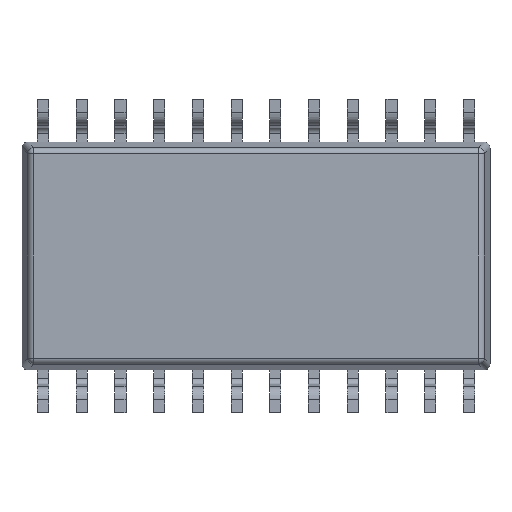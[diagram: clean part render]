
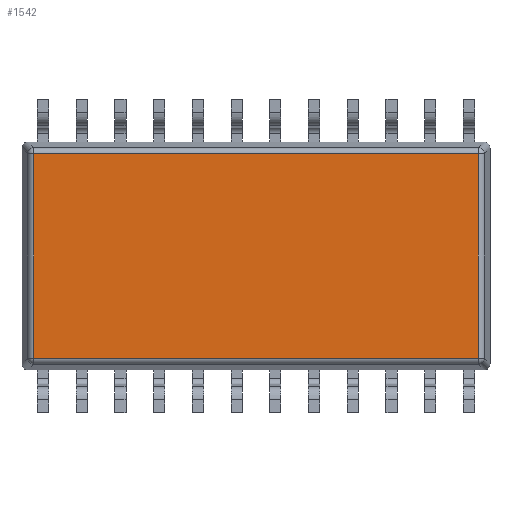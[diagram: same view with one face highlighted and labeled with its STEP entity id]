
A CAD part, front view. The second image highlights one B-rep face of the part: STEP entity #1542.
In plain terms, the highlighted planar face has unit normal (0, -1, 0).
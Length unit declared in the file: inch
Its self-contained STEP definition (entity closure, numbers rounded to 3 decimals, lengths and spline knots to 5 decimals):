
#637=DIRECTION('',(0.,0.,1.));
#638=VECTOR('',#637,0.26382);
#639=CARTESIAN_POINT('',(0.28691,-0.051,-0.13191));
#640=LINE('',#639,#638);
#651=DIRECTION('',(1.,0.,0.));
#652=VECTOR('',#651,0.57382);
#653=CARTESIAN_POINT('',(-0.28691,-0.051,-0.13191));
#654=LINE('',#653,#652);
#703=DIRECTION('',(0.,0.,-1.));
#704=VECTOR('',#703,0.26382);
#705=CARTESIAN_POINT('',(-0.28691,-0.051,0.13191));
#706=LINE('',#705,#704);
#755=DIRECTION('',(-1.,0.,0.));
#756=VECTOR('',#755,0.57382);
#757=CARTESIAN_POINT('',(0.28691,-0.051,0.13191));
#758=LINE('',#757,#756);
#1043=CARTESIAN_POINT('',(0.28691,-0.051,-0.13191));
#1044=CARTESIAN_POINT('',(0.28691,-0.051,0.13191));
#1045=VERTEX_POINT('',#1043);
#1046=VERTEX_POINT('',#1044);
#1063=CARTESIAN_POINT('',(-0.28691,-0.051,-0.13191));
#1064=VERTEX_POINT('',#1063);
#1073=CARTESIAN_POINT('',(-0.28691,-0.051,0.13191));
#1074=VERTEX_POINT('',#1073);
#1528=CARTESIAN_POINT('',(-0.302,-0.051,-0.147));
#1529=DIRECTION('',(0.,-1.,0.));
#1530=DIRECTION('',(1.,0.,0.));
#1531=AXIS2_PLACEMENT_3D('',#1528,#1529,#1530);
#1532=PLANE('',#1531);
#1534=ORIENTED_EDGE('',*,*,#1533,.F.);
#1536=ORIENTED_EDGE('',*,*,#1535,.F.);
#1538=ORIENTED_EDGE('',*,*,#1537,.F.);
#1539=ORIENTED_EDGE('',*,*,#1519,.F.);
#1540=EDGE_LOOP('',(#1534,#1536,#1538,#1539));
#1541=FACE_OUTER_BOUND('',#1540,.F.);
#1542=ADVANCED_FACE('',(#1541),#1532,.T.);
#1519=EDGE_CURVE('',#1045,#1046,#640,.T.);
#1533=EDGE_CURVE('',#1064,#1045,#654,.T.);
#1535=EDGE_CURVE('',#1074,#1064,#706,.T.);
#1537=EDGE_CURVE('',#1046,#1074,#758,.T.);
